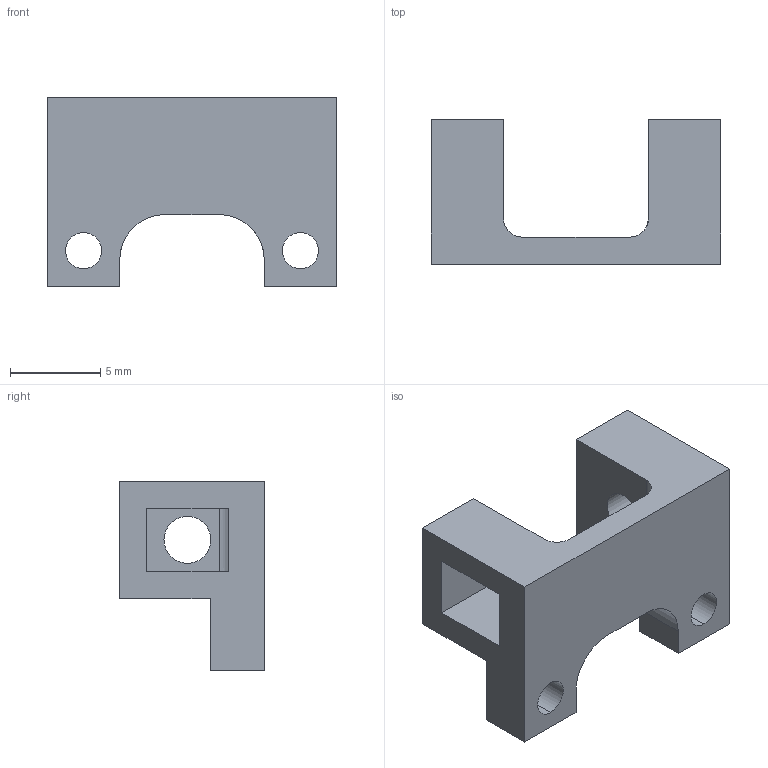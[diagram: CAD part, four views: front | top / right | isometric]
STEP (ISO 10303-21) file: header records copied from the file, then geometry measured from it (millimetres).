
FILE_DESCRIPTION (( 'STEP AP203' ), '1' );
FILE_NAME ('inhibitpostleft.STEP', '2019-08-21T23:45:30', ( '' ), ( '' ), 'SwSTEP 2.0', 'SolidWorks 2018', '' );
FILE_SCHEMA (( 'CONFIG_CONTROL_DESIGN' ));
Length unit declared in the file: millimetre
Products named in the file (1): inhibitpostleft
Bounding box: 16 x 8 x 10.5 mm (x, y, z)
Volume: 494.3 mm3; surface area: 736.5 mm2
Topology: 1 solids, 1 shells, 30 faces, 87 edges, 58 vertices
Faces by surface type: plane 20, cylinder 10
Entity records: 1102 total; most frequent: CARTESIAN_POINT 198, ORIENTED_EDGE 174, DIRECTION 167, EDGE_CURVE 87, LINE 65, VECTOR 65, VERTEX_POINT 58, AXIS2_PLACEMENT_3D 51
